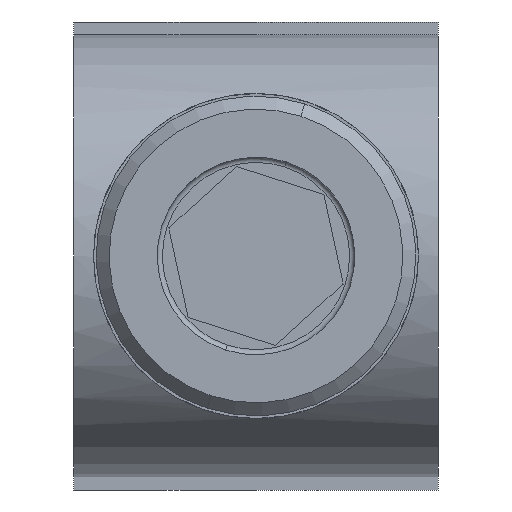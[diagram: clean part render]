
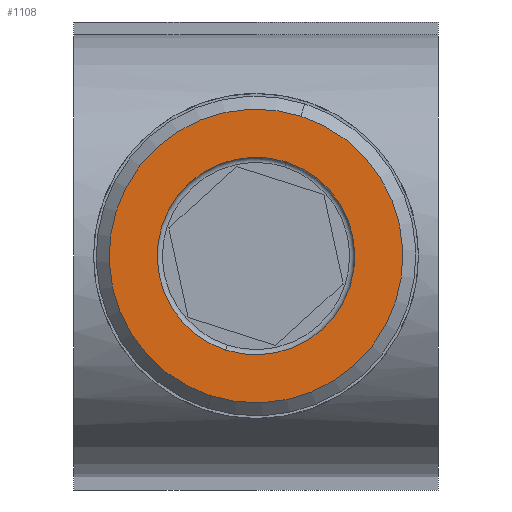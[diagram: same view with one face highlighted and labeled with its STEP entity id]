
A CAD part, left-side view. The second image highlights one B-rep face of the part: STEP entity #1108.
In plain terms, the highlighted planar face has unit normal (-1, 0, 0).
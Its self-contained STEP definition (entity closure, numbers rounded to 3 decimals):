
#13 = DIRECTION ( 'NONE',  ( -1., 0., 0. ) ) ;
#23 = VERTEX_POINT ( 'NONE', #1453 ) ;
#70 = DIRECTION ( 'NONE',  ( -1., 0., 0. ) ) ;
#170 = DIRECTION ( 'NONE',  ( 0., 0., -1. ) ) ;
#173 = EDGE_CURVE ( 'NONE', #246, #23, #1061, .T. ) ;
#188 = DIRECTION ( 'NONE',  ( 0., 0., -1. ) ) ;
#231 = EDGE_CURVE ( 'NONE', #255, #361, #1510, .T. ) ;
#239 = CIRCLE ( 'NONE', #1167, 3.8 ) ;
#246 = VERTEX_POINT ( 'NONE', #835 ) ;
#248 = AXIS2_PLACEMENT_3D ( 'NONE', #696, #1857, #878 ) ;
#255 = VERTEX_POINT ( 'NONE', #2003 ) ;
#330 = EDGE_CURVE ( 'NONE', #361, #255, #239, .T. ) ;
#344 = AXIS2_PLACEMENT_3D ( 'NONE', #1208, #70, #2034 ) ;
#361 = VERTEX_POINT ( 'NONE', #1665 ) ;
#696 = CARTESIAN_POINT ( 'NONE',  ( 0., 0., 0. ) ) ;
#715 = EDGE_CURVE ( 'NONE', #23, #246, #937, .T. ) ;
#788 = ORIENTED_EDGE ( 'NONE', *, *, #715, .T. ) ;
#817 = EDGE_LOOP ( 'NONE', ( #1366, #788 ) ) ;
#835 = CARTESIAN_POINT ( 'NONE',  ( 0., 0., -5.65 ) ) ;
#840 = CARTESIAN_POINT ( 'NONE',  ( 0., 0., 0. ) ) ;
#878 = DIRECTION ( 'NONE',  ( 0., 0., -1. ) ) ;
#880 = ORIENTED_EDGE ( 'NONE', *, *, #231, .F. ) ;
#937 = CIRCLE ( 'NONE', #2016, 5.65 ) ;
#989 = DIRECTION ( 'NONE',  ( 1., 0., 0. ) ) ;
#1061 = CIRCLE ( 'NONE', #248, 5.65 ) ;
#1064 = FACE_OUTER_BOUND ( 'NONE', #817, .T. ) ;
#1108 = ADVANCED_FACE ( 'NONE', ( #1064, #1559 ), #1347, .F. ) ;
#1142 = CARTESIAN_POINT ( 'NONE',  ( 0., 0., 0. ) ) ;
#1167 = AXIS2_PLACEMENT_3D ( 'NONE', #840, #1669, #1176 ) ;
#1176 = DIRECTION ( 'NONE',  ( 0., 0., 1. ) ) ;
#1208 = CARTESIAN_POINT ( 'NONE',  ( 0., 0., 0. ) ) ;
#1264 = EDGE_LOOP ( 'NONE', ( #880, #2019 ) ) ;
#1347 = PLANE ( 'NONE',  #1909 ) ;
#1366 = ORIENTED_EDGE ( 'NONE', *, *, #173, .T. ) ;
#1453 = CARTESIAN_POINT ( 'NONE',  ( 0., 0., 5.65 ) ) ;
#1510 = CIRCLE ( 'NONE', #344, 3.8 ) ;
#1530 = CARTESIAN_POINT ( 'NONE',  ( 0., 0., 0. ) ) ;
#1559 = FACE_BOUND ( 'NONE', #1264, .T. ) ;
#1665 = CARTESIAN_POINT ( 'NONE',  ( 0., 0., -3.8 ) ) ;
#1669 = DIRECTION ( 'NONE',  ( -1., 0., 0. ) ) ;
#1857 = DIRECTION ( 'NONE',  ( -1., 0., 0. ) ) ;
#1909 = AXIS2_PLACEMENT_3D ( 'NONE', #1530, #989, #188 ) ;
#2003 = CARTESIAN_POINT ( 'NONE',  ( 0., 0., 3.8 ) ) ;
#2016 = AXIS2_PLACEMENT_3D ( 'NONE', #1142, #13, #170 ) ;
#2019 = ORIENTED_EDGE ( 'NONE', *, *, #330, .F. ) ;
#2034 = DIRECTION ( 'NONE',  ( 0., 0., 1. ) ) ;
